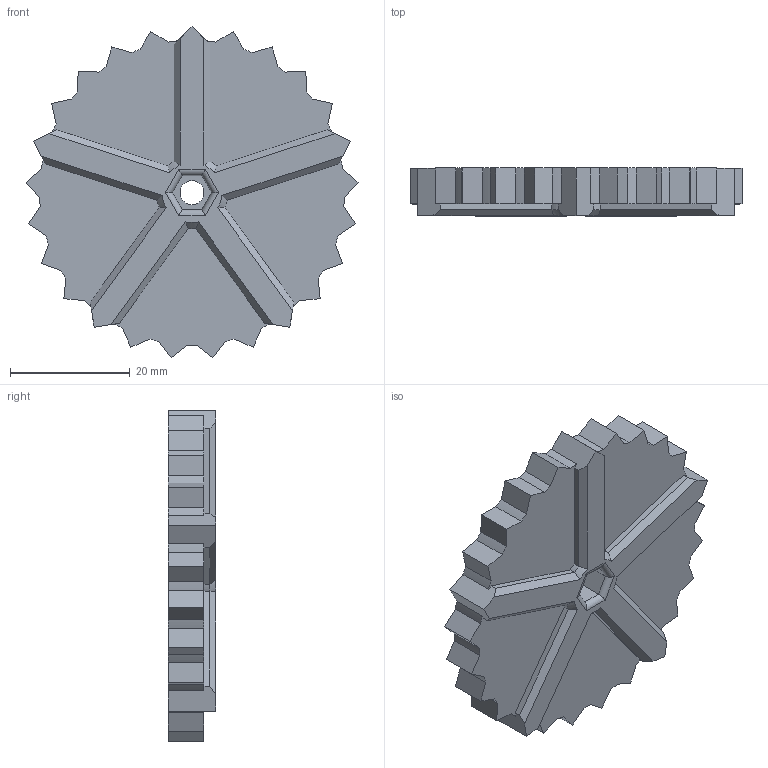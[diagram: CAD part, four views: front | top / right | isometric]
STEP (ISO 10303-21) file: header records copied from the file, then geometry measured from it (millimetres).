
FILE_DESCRIPTION(/* description */ (''),/* implementation_level */ '2;1');
FILE_NAME(/* name */ 'Bed Leveling Wheel v3.step',/* time_stamp */ '2020-10-20T11:41:45+02:00',/* author */ (''),/* organization */ (''),/* preprocessor_version */ 'ST-DEVELOPER v18.1',/* originating_system */ 'Autodesk Translation Framework v9.3.0.1241',/* authorisation */ '');
FILE_SCHEMA (('AUTOMOTIVE_DESIGN { 1 0 10303 214 3 1 1 }'));
Length unit declared in the file: millimetre
Products named in the file (1): Bed Leveling Wheel
Bounding box: 55.53 x 8 x 55.42 mm (x, y, z)
Volume: 14232.4 mm3; surface area: 6112.4 mm2
Topology: 1 solids, 1 shells, 126 faces, 353 edges, 230 vertices
Faces by surface type: plane 84, cylinder 37, cone 5
Full cylindrical faces by diameter (mm): 4 x1
Entity records: 4069 total; most frequent: CARTESIAN_POINT 740, ORIENTED_EDGE 706, DIRECTION 670, EDGE_CURVE 353, LINE 270, VECTOR 270, VERTEX_POINT 230, AXIS2_PLACEMENT_3D 200
